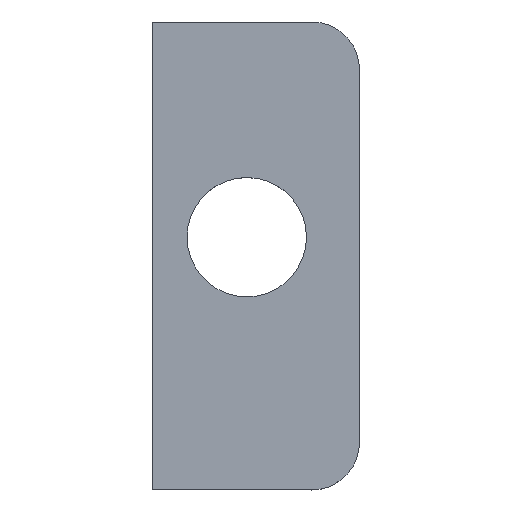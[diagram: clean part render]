
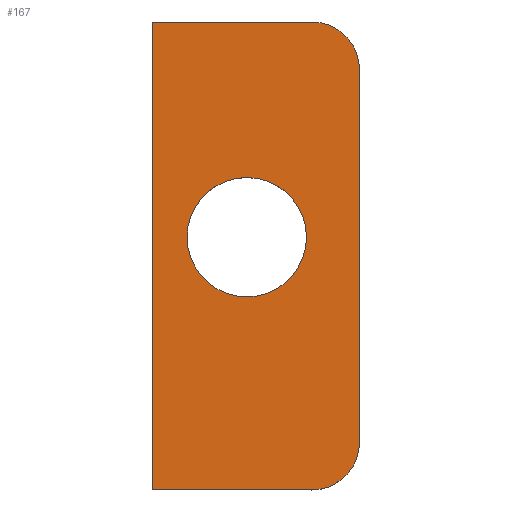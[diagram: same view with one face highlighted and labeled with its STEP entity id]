
A CAD part, top view. The second image highlights one B-rep face of the part: STEP entity #167.
In plain terms, the highlighted planar face has unit normal (0, 0, 1).
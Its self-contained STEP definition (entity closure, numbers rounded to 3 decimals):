
#19=FACE_BOUND('',#39,.T.);
#28=FACE_OUTER_BOUND('',#38,.T.);
#38=EDGE_LOOP('',(#146,#147,#148,#149,#150,#151));
#39=EDGE_LOOP('',(#152));
#43=CIRCLE('',#187,3.);
#44=CIRCLE('',#191,3.75);
#45=CIRCLE('',#194,3.);
#53=LINE('',#269,#68);
#55=LINE('',#273,#70);
#57=LINE('',#280,#72);
#60=LINE('',#287,#75);
#68=VECTOR('',#220,10.);
#70=VECTOR('',#224,10.);
#72=VECTOR('',#232,10.);
#75=VECTOR('',#241,10.);
#83=VERTEX_POINT('',#261);
#84=VERTEX_POINT('',#263);
#85=VERTEX_POINT('',#267);
#86=VERTEX_POINT('',#271);
#87=VERTEX_POINT('',#275);
#88=VERTEX_POINT('',#279);
#89=VERTEX_POINT('',#283);
#98=EDGE_CURVE('',#84,#83,#43,.T.);
#101=EDGE_CURVE('',#83,#85,#53,.T.);
#103=EDGE_CURVE('',#85,#86,#55,.T.);
#104=EDGE_CURVE('',#87,#87,#44,.T.);
#106=EDGE_CURVE('',#88,#84,#57,.T.);
#108=EDGE_CURVE('',#89,#88,#45,.T.);
#110=EDGE_CURVE('',#86,#89,#60,.T.);
#146=ORIENTED_EDGE('',*,*,#103,.T.);
#147=ORIENTED_EDGE('',*,*,#110,.T.);
#148=ORIENTED_EDGE('',*,*,#108,.T.);
#149=ORIENTED_EDGE('',*,*,#106,.T.);
#150=ORIENTED_EDGE('',*,*,#98,.T.);
#151=ORIENTED_EDGE('',*,*,#101,.T.);
#152=ORIENTED_EDGE('',*,*,#104,.T.);
#158=PLANE('',#196);
#167=ADVANCED_FACE('',(#28,#19),#158,.T.);
#187=AXIS2_PLACEMENT_3D('',#264,#214,#215);
#191=AXIS2_PLACEMENT_3D('',#276,#227,#228);
#194=AXIS2_PLACEMENT_3D('',#284,#236,#237);
#196=AXIS2_PLACEMENT_3D('',#288,#242,#243);
#214=DIRECTION('center_axis',(0.,0.,1.));
#215=DIRECTION('ref_axis',(1.,0.,0.));
#220=DIRECTION('',(-1.,0.,0.));
#224=DIRECTION('',(0.,-1.,0.));
#227=DIRECTION('center_axis',(0.,0.,-1.));
#228=DIRECTION('ref_axis',(1.,0.,0.));
#232=DIRECTION('',(0.,1.,0.));
#236=DIRECTION('center_axis',(0.,0.,1.));
#237=DIRECTION('ref_axis',(0.,-1.,0.));
#241=DIRECTION('',(1.,0.,0.));
#242=DIRECTION('center_axis',(0.,0.,1.));
#243=DIRECTION('ref_axis',(1.,0.,0.));
#261=CARTESIAN_POINT('',(76.,28.4,20.));
#263=CARTESIAN_POINT('',(79.,25.4,20.));
#264=CARTESIAN_POINT('Origin',(76.,25.4,20.));
#267=CARTESIAN_POINT('',(66.,28.4,20.));
#269=CARTESIAN_POINT('',(76.,28.4,20.));
#271=CARTESIAN_POINT('',(66.,-1.,20.));
#273=CARTESIAN_POINT('',(66.,27.4,20.));
#275=CARTESIAN_POINT('',(68.17,14.88,20.));
#276=CARTESIAN_POINT('Origin',(71.92,14.88,20.));
#279=CARTESIAN_POINT('',(79.,2.,20.));
#280=CARTESIAN_POINT('',(79.,2.,20.));
#283=CARTESIAN_POINT('',(76.,-1.,20.));
#284=CARTESIAN_POINT('Origin',(76.,2.,20.));
#287=CARTESIAN_POINT('',(41.291,-1.,20.));
#288=CARTESIAN_POINT('Origin',(72.5,13.7,20.));
